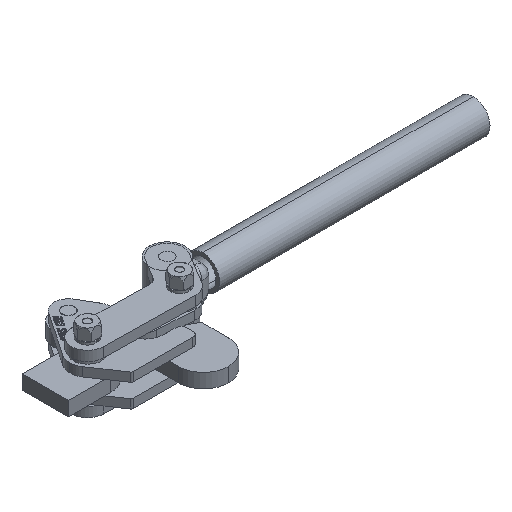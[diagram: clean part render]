
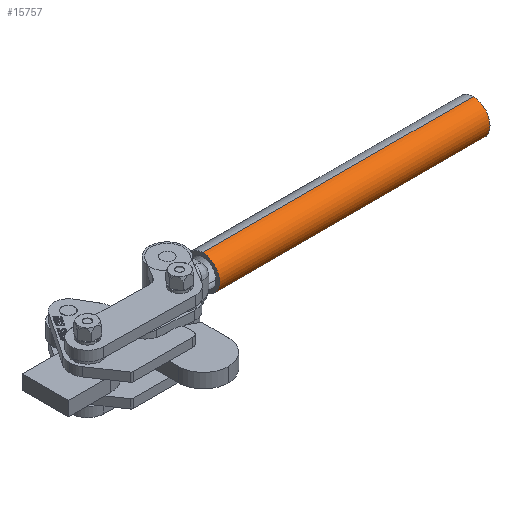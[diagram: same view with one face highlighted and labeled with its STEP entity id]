
A CAD part, isometric view. The second image highlights one B-rep face of the part: STEP entity #15757.
In plain terms, the highlighted cylindrical face has radius 9.5 mm (diameter 19 mm), a partial arc.
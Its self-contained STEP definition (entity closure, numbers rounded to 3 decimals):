
#51 = DIRECTION ( 'NONE',  ( 0., 0., -1. ) ) ;
#54 = DIRECTION ( 'NONE',  ( 0., -1., 0. ) ) ;
#55 = CARTESIAN_POINT ( 'NONE',  ( 0., 152., 0. ) ) ;
#994 = CARTESIAN_POINT ( 'NONE',  ( 0., 152., 9.5 ) ) ;
#1484 = AXIS2_PLACEMENT_3D ( 'NONE', #55, #54, #51 ) ;
#2510 = DIRECTION ( 'NONE',  ( 0., -1., 0. ) ) ;
#2511 = DIRECTION ( 'NONE',  ( 0., -1., 0. ) ) ;
#2521 = CARTESIAN_POINT ( 'NONE',  ( 0., 152., -9.5 ) ) ;
#2527 = CARTESIAN_POINT ( 'NONE',  ( 0., 152., 9.5 ) ) ;
#2528 = CARTESIAN_POINT ( 'NONE',  ( 0., 0., 0. ) ) ;
#2529 = DIRECTION ( 'NONE',  ( 0., 1., 0. ) ) ;
#2530 = DIRECTION ( 'NONE',  ( 0., 0., 1. ) ) ;
#2531 = CARTESIAN_POINT ( 'NONE',  ( 0., 152., 0. ) ) ;
#2532 = DIRECTION ( 'NONE',  ( 0., 1., 0. ) ) ;
#2533 = DIRECTION ( 'NONE',  ( 0., 0., 1. ) ) ;
#7145 = CARTESIAN_POINT ( 'NONE',  ( 0., 0., 9.5 ) ) ;
#7177 = CARTESIAN_POINT ( 'NONE',  ( 0., 152., -9.5 ) ) ;
#10171 = AXIS2_PLACEMENT_3D ( 'NONE', #2528, #2529, #2530 ) ;
#10172 = AXIS2_PLACEMENT_3D ( 'NONE', #2531, #2532, #2533 ) ;
#12878 = LINE ( 'NONE', #2521, #12881 ) ;
#12879 = LINE ( 'NONE', #2527, #12884 ) ;
#12880 = CIRCLE ( 'NONE', #10171, 9.5 ) ;
#12881 = VECTOR ( 'NONE', #2511, 1000. ) ;
#12883 = CIRCLE ( 'NONE', #10172, 9.5 ) ;
#12884 = VECTOR ( 'NONE', #2510, 1000. ) ;
#14751 = VERTEX_POINT ( 'NONE', #7177 ) ;
#14786 = VERTEX_POINT ( 'NONE', #994 ) ;
#14808 = VERTEX_POINT ( 'NONE', #7145 ) ;
#14947 = VERTEX_POINT ( 'NONE', #20843 ) ;
#15757 = ADVANCED_FACE ( 'NONE', ( #22274 ), #22278, .T. ) ;
#16645 = ORIENTED_EDGE ( 'NONE', *, *, #20957, .F. ) ;
#16696 = ORIENTED_EDGE ( 'NONE', *, *, #20955, .T. ) ;
#16697 = ORIENTED_EDGE ( 'NONE', *, *, #20952, .F. ) ;
#16699 = ORIENTED_EDGE ( 'NONE', *, *, #20956, .T. ) ;
#19018 = EDGE_LOOP ( 'NONE', ( #16645, #16699, #16696, #16697 ) ) ;
#20843 = CARTESIAN_POINT ( 'NONE',  ( 0., 0., -9.5 ) ) ;
#20952 = EDGE_CURVE ( 'NONE', #14751, #14947, #12878, .T. ) ;
#20955 = EDGE_CURVE ( 'NONE', #14808, #14947, #12880, .T. ) ;
#20956 = EDGE_CURVE ( 'NONE', #14786, #14808, #12879, .T. ) ;
#20957 = EDGE_CURVE ( 'NONE', #14786, #14751, #12883, .T. ) ;
#22274 = FACE_OUTER_BOUND ( 'NONE', #19018, .T. ) ;
#22278 = CYLINDRICAL_SURFACE ( 'NONE', #1484, 9.5 ) ;
